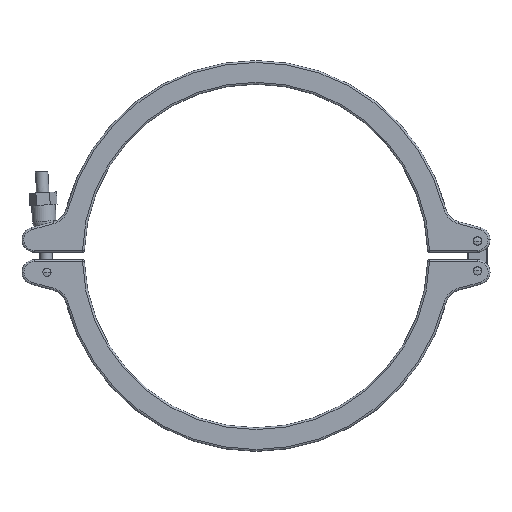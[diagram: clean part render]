
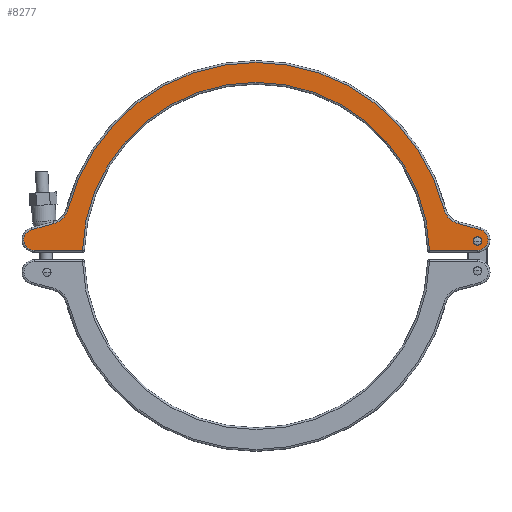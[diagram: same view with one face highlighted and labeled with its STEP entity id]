
A CAD part, top view. The second image highlights one B-rep face of the part: STEP entity #8277.
In plain terms, the highlighted planar face has unit normal (0, 0, 1).
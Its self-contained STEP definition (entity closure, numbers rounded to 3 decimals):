
#106 = CARTESIAN_POINT ( 'NONE',  ( 174.7, 12., 12. ) ) ;
#495 = AXIS2_PLACEMENT_3D ( 'NONE', #4956, #10075, #2980 ) ;
#528 = CARTESIAN_POINT ( 'NONE',  ( 0., 0., 12. ) ) ;
#550 = AXIS2_PLACEMENT_3D ( 'NONE', #13652, #4027, #8261 ) ;
#577 = CARTESIAN_POINT ( 'NONE',  ( 186.5, 13., 12. ) ) ;
#606 = CARTESIAN_POINT ( 'NONE',  ( -180.2, 21.21, 12. ) ) ;
#665 = DIRECTION ( 'NONE',  ( 1., 0., 0. ) ) ;
#716 = DIRECTION ( 'NONE',  ( 0., 0., 1. ) ) ;
#857 = ORIENTED_EDGE ( 'NONE', *, *, #2193, .T. ) ;
#960 = ORIENTED_EDGE ( 'NONE', *, *, #4870, .T. ) ;
#1544 = DIRECTION ( 'NONE',  ( 0., 0., -1. ) ) ;
#1657 = FACE_BOUND ( 'NONE', #8310, .T. ) ;
#1801 = CARTESIAN_POINT ( 'NONE',  ( 178., 4.5, 12. ) ) ;
#1963 = CARTESIAN_POINT ( 'NONE',  ( 178., 4.5, 12. ) ) ;
#2108 = CARTESIAN_POINT ( 'NONE',  ( -139.427, 4.5, 12. ) ) ;
#2193 = EDGE_CURVE ( 'NONE', #5626, #4949, #7430, .T. ) ;
#2203 = DIRECTION ( 'NONE',  ( 0., 0., 1. ) ) ;
#2230 = AXIS2_PLACEMENT_3D ( 'NONE', #7159, #10454, #8275 ) ;
#2260 = CARTESIAN_POINT ( 'NONE',  ( 162.554, 25.939, 12. ) ) ;
#2367 = AXIS2_PLACEMENT_3D ( 'NONE', #7842, #716, #12081 ) ;
#2581 = CARTESIAN_POINT ( 'NONE',  ( 181.3, 12., 12. ) ) ;
#2629 = DIRECTION ( 'NONE',  ( 1., 0., 0. ) ) ;
#2799 = CIRCLE ( 'NONE', #3251, 8.5 ) ;
#2980 = DIRECTION ( 'NONE',  ( 1., 0., 0. ) ) ;
#3018 = DIRECTION ( 'NONE',  ( -0.966, -0.259, 0. ) ) ;
#3251 = AXIS2_PLACEMENT_3D ( 'NONE', #6694, #7965, #2629 ) ;
#3317 = VERTEX_POINT ( 'NONE', #10677 ) ;
#3428 = VECTOR ( 'NONE', #8402, 1000. ) ;
#3719 = DIRECTION ( 'NONE',  ( 0., 0., 1. ) ) ;
#3781 = DIRECTION ( 'NONE',  ( 0., 0., -1. ) ) ;
#3955 = CARTESIAN_POINT ( 'NONE',  ( -137.967, 4.5, 12. ) ) ;
#4027 = DIRECTION ( 'NONE',  ( 0., 0., -1. ) ) ;
#4426 = AXIS2_PLACEMENT_3D ( 'NONE', #12723, #2203, #11457 ) ;
#4645 = CARTESIAN_POINT ( 'NONE',  ( 166.824, 41.876, 12. ) ) ;
#4870 = EDGE_CURVE ( 'NONE', #5685, #8194, #11590, .T. ) ;
#4949 = VERTEX_POINT ( 'NONE', #6029 ) ;
#4956 = CARTESIAN_POINT ( 'NONE',  ( 0., 0., 12. ) ) ;
#4969 = EDGE_CURVE ( 'NONE', #13581, #5685, #12492, .T. ) ;
#4996 = CIRCLE ( 'NONE', #7671, 155.5 ) ;
#5036 = AXIS2_PLACEMENT_3D ( 'NONE', #13273, #3781, #665 ) ;
#5047 = LINE ( 'NONE', #3955, #11384 ) ;
#5090 = ORIENTED_EDGE ( 'NONE', *, *, #10775, .T. ) ;
#5177 = EDGE_CURVE ( 'NONE', #3317, #13581, #5047, .T. ) ;
#5308 = CIRCLE ( 'NONE', #4426, 8.5 ) ;
#5510 = ORIENTED_EDGE ( 'NONE', *, *, #5177, .T. ) ;
#5550 = CARTESIAN_POINT ( 'NONE',  ( 178., 12., 12. ) ) ;
#5626 = VERTEX_POINT ( 'NONE', #2260 ) ;
#5685 = VERTEX_POINT ( 'NONE', #10680 ) ;
#5860 = PLANE ( 'NONE',  #495 ) ;
#6029 = CARTESIAN_POINT ( 'NONE',  ( 150.821, 37.859, 12. ) ) ;
#6491 = EDGE_CURVE ( 'NONE', #7672, #10116, #2799, .T. ) ;
#6646 = ORIENTED_EDGE ( 'NONE', *, *, #4969, .T. ) ;
#6694 = CARTESIAN_POINT ( 'NONE',  ( 178., 13., 12. ) ) ;
#6982 = VERTEX_POINT ( 'NONE', #106 ) ;
#7027 = VECTOR ( 'NONE', #3018, 1000. ) ;
#7159 = CARTESIAN_POINT ( 'NONE',  ( 178., 13., 12. ) ) ;
#7395 = DIRECTION ( 'NONE',  ( -0.966, 0.259, 0. ) ) ;
#7430 = CIRCLE ( 'NONE', #11633, 16.5 ) ;
#7671 = AXIS2_PLACEMENT_3D ( 'NONE', #528, #3719, #9031 ) ;
#7672 = VERTEX_POINT ( 'NONE', #577 ) ;
#7842 = CARTESIAN_POINT ( 'NONE',  ( 178., 12., 12. ) ) ;
#7948 = CIRCLE ( 'NONE', #13268, 3.3 ) ;
#7965 = DIRECTION ( 'NONE',  ( 0., 0., 1. ) ) ;
#7999 = CARTESIAN_POINT ( 'NONE',  ( -162.554, 25.939, 12. ) ) ;
#8109 = EDGE_CURVE ( 'NONE', #11532, #3317, #5308, .T. ) ;
#8194 = VERTEX_POINT ( 'NONE', #1801 ) ;
#8261 = DIRECTION ( 'NONE',  ( 1., 0., 0. ) ) ;
#8275 = DIRECTION ( 'NONE',  ( 1., 0., 0. ) ) ;
#8277 = ADVANCED_FACE ( 'NONE', ( #10279, #1657 ), #5860, .T. ) ;
#8281 = ORIENTED_EDGE ( 'NONE', *, *, #9182, .F. ) ;
#8310 = EDGE_LOOP ( 'NONE', ( #11566, #8281 ) ) ;
#8402 = DIRECTION ( 'NONE',  ( 1., 0., 0. ) ) ;
#8409 = LINE ( 'NONE', #10246, #7027 ) ;
#8462 = VERTEX_POINT ( 'NONE', #8670 ) ;
#8553 = DIRECTION ( 'NONE',  ( 1., 0., 0. ) ) ;
#8670 = CARTESIAN_POINT ( 'NONE',  ( -150.821, 37.859, 12. ) ) ;
#8686 = DIRECTION ( 'NONE',  ( 0., 0., 1. ) ) ;
#8928 = ORIENTED_EDGE ( 'NONE', *, *, #13449, .T. ) ;
#8972 = ORIENTED_EDGE ( 'NONE', *, *, #9440, .T. ) ;
#9018 = ORIENTED_EDGE ( 'NONE', *, *, #8109, .T. ) ;
#9031 = DIRECTION ( 'NONE',  ( 1., 0., 0. ) ) ;
#9140 = DIRECTION ( 'NONE',  ( 1., 0., 0. ) ) ;
#9182 = EDGE_CURVE ( 'NONE', #9786, #6982, #10745, .T. ) ;
#9440 = EDGE_CURVE ( 'NONE', #4949, #8462, #4996, .T. ) ;
#9444 = VERTEX_POINT ( 'NONE', #7999 ) ;
#9786 = VERTEX_POINT ( 'NONE', #2581 ) ;
#10075 = DIRECTION ( 'NONE',  ( 0., 0., 1. ) ) ;
#10116 = VERTEX_POINT ( 'NONE', #13372 ) ;
#10246 = CARTESIAN_POINT ( 'NONE',  ( -180.2, 21.21, 12. ) ) ;
#10279 = FACE_OUTER_BOUND ( 'NONE', #11499, .T. ) ;
#10454 = DIRECTION ( 'NONE',  ( 0., 0., 1. ) ) ;
#10677 = CARTESIAN_POINT ( 'NONE',  ( -178., 4.5, 12. ) ) ;
#10680 = CARTESIAN_POINT ( 'NONE',  ( 139.427, 4.5, 12. ) ) ;
#10684 = ORIENTED_EDGE ( 'NONE', *, *, #6491, .T. ) ;
#10692 = EDGE_CURVE ( 'NONE', #8462, #9444, #13661, .T. ) ;
#10745 = CIRCLE ( 'NONE', #2367, 3.3 ) ;
#10775 = EDGE_CURVE ( 'NONE', #9444, #11532, #8409, .T. ) ;
#11028 = VECTOR ( 'NONE', #7395, 1000. ) ;
#11384 = VECTOR ( 'NONE', #11508, 1000. ) ;
#11457 = DIRECTION ( 'NONE',  ( 1., 0., 0. ) ) ;
#11499 = EDGE_LOOP ( 'NONE', ( #5510, #6646, #960, #8928, #10684, #13629, #857, #8972, #11538, #5090, #9018 ) ) ;
#11508 = DIRECTION ( 'NONE',  ( 1., 0., 0. ) ) ;
#11532 = VERTEX_POINT ( 'NONE', #606 ) ;
#11538 = ORIENTED_EDGE ( 'NONE', *, *, #10692, .T. ) ;
#11566 = ORIENTED_EDGE ( 'NONE', *, *, #13682, .F. ) ;
#11590 = LINE ( 'NONE', #1963, #3428 ) ;
#11633 = AXIS2_PLACEMENT_3D ( 'NONE', #4645, #1544, #9140 ) ;
#12081 = DIRECTION ( 'NONE',  ( 1., 0., 0. ) ) ;
#12346 = EDGE_CURVE ( 'NONE', #10116, #5626, #13163, .T. ) ;
#12371 = CIRCLE ( 'NONE', #2230, 8.5 ) ;
#12492 = CIRCLE ( 'NONE', #550, 139.5 ) ;
#12531 = CARTESIAN_POINT ( 'NONE',  ( 162.554, 25.939, 12. ) ) ;
#12723 = CARTESIAN_POINT ( 'NONE',  ( -178., 13., 12. ) ) ;
#13163 = LINE ( 'NONE', #12531, #11028 ) ;
#13268 = AXIS2_PLACEMENT_3D ( 'NONE', #5550, #8686, #8553 ) ;
#13273 = CARTESIAN_POINT ( 'NONE',  ( -166.824, 41.876, 12. ) ) ;
#13372 = CARTESIAN_POINT ( 'NONE',  ( 180.2, 21.21, 12. ) ) ;
#13449 = EDGE_CURVE ( 'NONE', #8194, #7672, #12371, .T. ) ;
#13581 = VERTEX_POINT ( 'NONE', #2108 ) ;
#13629 = ORIENTED_EDGE ( 'NONE', *, *, #12346, .T. ) ;
#13652 = CARTESIAN_POINT ( 'NONE',  ( 0., 0., 12. ) ) ;
#13661 = CIRCLE ( 'NONE', #5036, 16.5 ) ;
#13682 = EDGE_CURVE ( 'NONE', #6982, #9786, #7948, .T. ) ;
